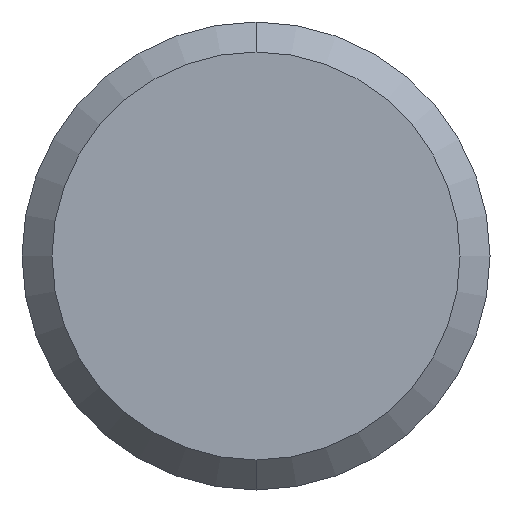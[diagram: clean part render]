
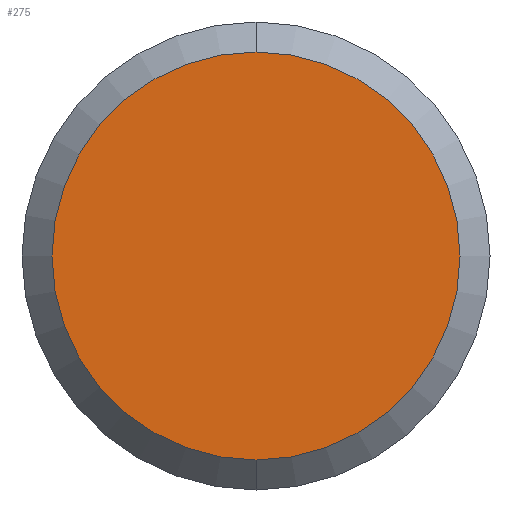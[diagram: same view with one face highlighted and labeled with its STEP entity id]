
A CAD part, front view. The second image highlights one B-rep face of the part: STEP entity #275.
In plain terms, the highlighted planar face has unit normal (0, -1, 0).
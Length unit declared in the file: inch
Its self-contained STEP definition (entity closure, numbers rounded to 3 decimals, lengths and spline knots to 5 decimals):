
#8 = DIRECTION ( 'NONE',  ( 0., -1., 0. ) ) ;
#27 = CARTESIAN_POINT ( 'NONE',  ( 0., 0., 0. ) ) ;
#29 = CARTESIAN_POINT ( 'NONE',  ( 0., 0., 0. ) ) ;
#30 = ORIENTED_EDGE ( 'NONE', *, *, #276, .T. ) ;
#48 = DIRECTION ( 'NONE',  ( 0., 0., 1. ) ) ;
#67 = DIRECTION ( 'NONE',  ( 0., -1., 0. ) ) ;
#71 = CARTESIAN_POINT ( 'NONE',  ( 0., 0., 0.1361 ) ) ;
#92 = CARTESIAN_POINT ( 'NONE',  ( 0., 0., -0.1361 ) ) ;
#130 = DIRECTION ( 'NONE',  ( 0., 0., 1. ) ) ;
#132 = ORIENTED_EDGE ( 'NONE', *, *, #268, .T. ) ;
#135 = FACE_OUTER_BOUND ( 'NONE', #204, .T. ) ;
#147 = AXIS2_PLACEMENT_3D ( 'NONE', #168, #236, #130 ) ;
#150 = CIRCLE ( 'NONE', #165, 0.1361 ) ;
#156 = AXIS2_PLACEMENT_3D ( 'NONE', #29, #8, #266 ) ;
#163 = VERTEX_POINT ( 'NONE', #71 ) ;
#165 = AXIS2_PLACEMENT_3D ( 'NONE', #27, #67, #48 ) ;
#168 = CARTESIAN_POINT ( 'NONE',  ( 0., 0., 0. ) ) ;
#169 = PLANE ( 'NONE',  #147 ) ;
#204 = EDGE_LOOP ( 'NONE', ( #132, #30 ) ) ;
#230 = VERTEX_POINT ( 'NONE', #92 ) ;
#236 = DIRECTION ( 'NONE',  ( 0., 1., 0. ) ) ;
#247 = CIRCLE ( 'NONE', #156, 0.1361 ) ;
#266 = DIRECTION ( 'NONE',  ( 0., 0., 1. ) ) ;
#268 = EDGE_CURVE ( 'NONE', #163, #230, #150, .T. ) ;
#275 = ADVANCED_FACE ( 'NONE', ( #135 ), #169, .F. ) ;
#276 = EDGE_CURVE ( 'NONE', #230, #163, #247, .T. ) ;
